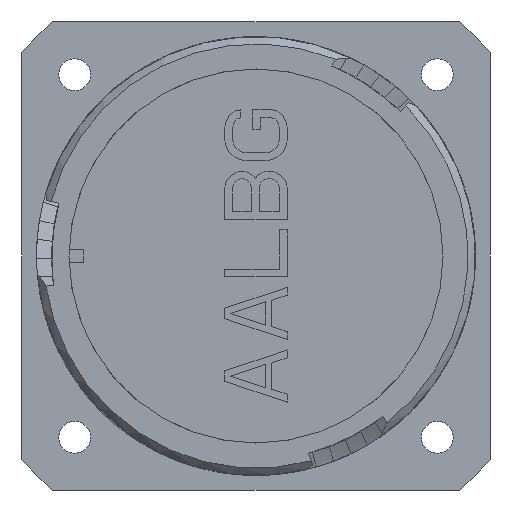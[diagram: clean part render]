
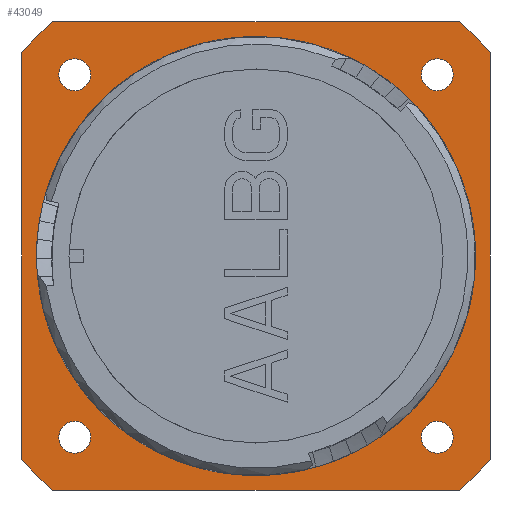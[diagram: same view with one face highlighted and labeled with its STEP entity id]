
A CAD part, left-side view. The second image highlights one B-rep face of the part: STEP entity #43049.
In plain terms, the highlighted planar face has unit normal (-1, 0, 0).
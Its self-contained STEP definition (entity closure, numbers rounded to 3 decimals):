
#318=CARTESIAN_POINT('',(24.05,0.,0.));
#319=DIRECTION('',(-1.,0.,0.));
#320=DIRECTION('',(0.,1.,0.));
#321=AXIS2_PLACEMENT_3D('',#318,#319,#320);
#1640=CARTESIAN_POINT('',(24.05,0.,0.));
#1641=DIRECTION('',(1.,0.,0.));
#1642=DIRECTION('',(0.,1.,0.));
#1643=AXIS2_PLACEMENT_3D('',#1640,#1641,#1642);
#2566=DIRECTION('',(0.,0.,1.));
#2567=VECTOR('',#2566,55.172);
#2568=CARTESIAN_POINT('',(24.05,31.75,-27.586));
#2569=LINE('3779',#2568,#2567);
#2570=CARTESIAN_POINT('',(24.05,0.,0.));
#2571=DIRECTION('',(1.,0.,0.));
#2572=DIRECTION('',(0.,0.755,0.656));
#2573=AXIS2_PLACEMENT_3D('',#2570,#2571,#2572);
#2575=DIRECTION('',(0.,-1.,0.));
#2576=VECTOR('',#2575,55.172);
#2577=CARTESIAN_POINT('',(24.05,27.586,31.75));
#2578=LINE('3176',#2577,#2576);
#2579=CARTESIAN_POINT('',(24.05,0.,0.));
#2580=DIRECTION('',(1.,0.,0.));
#2581=DIRECTION('',(0.,-0.656,0.755));
#2582=AXIS2_PLACEMENT_3D('',#2579,#2580,#2581);
#2584=DIRECTION('',(0.,0.,-1.));
#2585=VECTOR('',#2584,55.172);
#2586=CARTESIAN_POINT('',(24.05,-31.75,27.586));
#2587=LINE('3175',#2586,#2585);
#2588=CARTESIAN_POINT('',(24.05,0.,0.));
#2589=DIRECTION('',(-1.,0.,0.));
#2590=DIRECTION('',(0.,-0.656,-0.755));
#2591=AXIS2_PLACEMENT_3D('',#2588,#2589,#2590);
#2593=DIRECTION('',(0.,1.,0.));
#2594=VECTOR('',#2593,55.172);
#2595=CARTESIAN_POINT('',(24.05,-27.586,-31.75));
#2596=LINE('3174',#2595,#2594);
#2597=CARTESIAN_POINT('',(24.05,0.,0.));
#2598=DIRECTION('',(-1.,0.,0.));
#2599=DIRECTION('',(0.,0.755,-0.656));
#2600=AXIS2_PLACEMENT_3D('',#2597,#2598,#2599);
#2602=CARTESIAN_POINT('',(24.05,24.6,-24.6));
#2603=DIRECTION('',(1.,0.,0.));
#2604=DIRECTION('',(0.,0.,-1.));
#2605=AXIS2_PLACEMENT_3D('',#2602,#2603,#2604);
#2607=CARTESIAN_POINT('',(24.05,24.6,-24.6));
#2608=DIRECTION('',(1.,0.,0.));
#2609=DIRECTION('',(0.,0.,1.));
#2610=AXIS2_PLACEMENT_3D('',#2607,#2608,#2609);
#2612=CARTESIAN_POINT('',(24.05,24.6,24.6));
#2613=DIRECTION('',(1.,0.,0.));
#2614=DIRECTION('',(0.,0.,-1.));
#2615=AXIS2_PLACEMENT_3D('',#2612,#2613,#2614);
#2617=CARTESIAN_POINT('',(24.05,24.6,24.6));
#2618=DIRECTION('',(1.,0.,0.));
#2619=DIRECTION('',(0.,0.,1.));
#2620=AXIS2_PLACEMENT_3D('',#2617,#2618,#2619);
#2622=CARTESIAN_POINT('',(24.05,-24.6,24.6));
#2623=DIRECTION('',(1.,0.,0.));
#2624=DIRECTION('',(0.,0.,-1.));
#2625=AXIS2_PLACEMENT_3D('',#2622,#2623,#2624);
#2627=CARTESIAN_POINT('',(24.05,-24.6,24.6));
#2628=DIRECTION('',(1.,0.,0.));
#2629=DIRECTION('',(0.,0.,1.));
#2630=AXIS2_PLACEMENT_3D('',#2627,#2628,#2629);
#2632=CARTESIAN_POINT('',(24.05,-24.6,-24.6));
#2633=DIRECTION('',(1.,0.,0.));
#2634=DIRECTION('',(0.,0.,-1.));
#2635=AXIS2_PLACEMENT_3D('',#2632,#2633,#2634);
#2637=CARTESIAN_POINT('',(24.05,-24.6,-24.6));
#2638=DIRECTION('',(1.,0.,0.));
#2639=DIRECTION('',(0.,0.,1.));
#2640=AXIS2_PLACEMENT_3D('',#2637,#2638,#2639);
#32499=CARTESIAN_POINT('',(24.05,29.78,0.));
#32500=CARTESIAN_POINT('',(24.05,-29.78,0.));
#32501=VERTEX_POINT('',#32499);
#32502=VERTEX_POINT('',#32500);
#32515=CARTESIAN_POINT('',(24.05,-27.586,-31.75));
#32516=CARTESIAN_POINT('',(24.05,27.586,-31.75));
#32517=VERTEX_POINT('',#32515);
#32518=VERTEX_POINT('',#32516);
#32519=CARTESIAN_POINT('',(24.05,-31.75,27.586));
#32520=CARTESIAN_POINT('',(24.05,-31.75,-27.586));
#32521=VERTEX_POINT('',#32519);
#32522=VERTEX_POINT('',#32520);
#32523=CARTESIAN_POINT('',(24.05,27.586,31.75));
#32524=CARTESIAN_POINT('',(24.05,-27.586,31.75));
#32525=VERTEX_POINT('',#32523);
#32526=VERTEX_POINT('',#32524);
#32650=CARTESIAN_POINT('',(24.05,24.6,-26.76));
#32651=CARTESIAN_POINT('',(24.05,24.6,-22.44));
#32652=VERTEX_POINT('',#32650);
#32653=VERTEX_POINT('',#32651);
#32654=CARTESIAN_POINT('',(24.05,24.6,22.44));
#32655=CARTESIAN_POINT('',(24.05,24.6,26.76));
#32656=VERTEX_POINT('',#32654);
#32657=VERTEX_POINT('',#32655);
#32658=CARTESIAN_POINT('',(24.05,-24.6,22.44));
#32659=CARTESIAN_POINT('',(24.05,-24.6,26.76));
#32660=VERTEX_POINT('',#32658);
#32661=VERTEX_POINT('',#32659);
#32662=CARTESIAN_POINT('',(24.05,-24.6,-26.76));
#32663=CARTESIAN_POINT('',(24.05,-24.6,-22.44));
#32664=VERTEX_POINT('',#32662);
#32665=VERTEX_POINT('',#32663);
#32666=CARTESIAN_POINT('',(24.05,31.75,27.586));
#32668=VERTEX_POINT('',#32666);
#32670=CARTESIAN_POINT('',(24.05,31.75,-27.586));
#32672=VERTEX_POINT('',#32670);
#42998=CARTESIAN_POINT('',(24.05,0.,0.));
#42999=DIRECTION('',(1.,0.,0.));
#43000=DIRECTION('',(0.,-1.,0.));
#43001=AXIS2_PLACEMENT_3D('',#42998,#42999,#43000);
#43002=PLANE('249',#43001);
#43004=ORIENTED_EDGE('3779',*,*,#43003,.T.);
#43006=ORIENTED_EDGE('3325',*,*,#43005,.T.);
#43008=ORIENTED_EDGE('3176',*,*,#43007,.T.);
#43010=ORIENTED_EDGE('3326',*,*,#43009,.T.);
#43012=ORIENTED_EDGE('3175',*,*,#43011,.T.);
#43014=ORIENTED_EDGE('3330',*,*,#43013,.F.);
#43016=ORIENTED_EDGE('3174',*,*,#43015,.T.);
#43018=ORIENTED_EDGE('3329',*,*,#43017,.F.);
#43019=EDGE_LOOP('249',(#43004,#43006,#43008,#43010,#43012,#43014,#43016,
#43018));
#43020=FACE_OUTER_BOUND('249',#43019,.F.);
#43021=ORIENTED_EDGE('3170',*,*,#38823,.T.);
#43022=ORIENTED_EDGE('3169',*,*,#40801,.F.);
#43023=EDGE_LOOP('249',(#43021,#43022));
#43024=FACE_BOUND('249',#43023,.F.);
#43026=ORIENTED_EDGE('3297',*,*,#43025,.F.);
#43028=ORIENTED_EDGE('3298',*,*,#43027,.F.);
#43029=EDGE_LOOP('249',(#43026,#43028));
#43030=FACE_BOUND('249',#43029,.F.);
#43032=ORIENTED_EDGE('3299',*,*,#43031,.F.);
#43034=ORIENTED_EDGE('3300',*,*,#43033,.F.);
#43035=EDGE_LOOP('249',(#43032,#43034));
#43036=FACE_BOUND('249',#43035,.F.);
#43038=ORIENTED_EDGE('3301',*,*,#43037,.F.);
#43040=ORIENTED_EDGE('3302',*,*,#43039,.F.);
#43041=EDGE_LOOP('249',(#43038,#43040));
#43042=FACE_BOUND('249',#43041,.F.);
#43044=ORIENTED_EDGE('3303',*,*,#43043,.F.);
#43046=ORIENTED_EDGE('3304',*,*,#43045,.F.);
#43047=EDGE_LOOP('249',(#43044,#43046));
#43048=FACE_BOUND('249',#43047,.F.);
#322=CIRCLE('3170',#321,29.78);
#1644=CIRCLE('3169',#1643,29.78);
#2574=CIRCLE('3325',#2573,42.06);
#2583=CIRCLE('3326',#2582,42.06);
#2592=CIRCLE('3330',#2591,42.06);
#2601=CIRCLE('3329',#2600,42.06);
#2606=CIRCLE('3297',#2605,2.16);
#2611=CIRCLE('3298',#2610,2.16);
#2616=CIRCLE('3299',#2615,2.16);
#2621=CIRCLE('3300',#2620,2.16);
#2626=CIRCLE('3301',#2625,2.16);
#2631=CIRCLE('3302',#2630,2.16);
#2636=CIRCLE('3303',#2635,2.16);
#2641=CIRCLE('3304',#2640,2.16);
#38823=EDGE_CURVE('3170',#32501,#32502,#322,.T.);
#40801=EDGE_CURVE('3169',#32501,#32502,#1644,.T.);
#43003=EDGE_CURVE('3779',#32672,#32668,#2569,.T.);
#43005=EDGE_CURVE('3325',#32668,#32525,#2574,.T.);
#43007=EDGE_CURVE('3176',#32525,#32526,#2578,.T.);
#43009=EDGE_CURVE('3326',#32526,#32521,#2583,.T.);
#43011=EDGE_CURVE('3175',#32521,#32522,#2587,.T.);
#43013=EDGE_CURVE('3330',#32517,#32522,#2592,.T.);
#43015=EDGE_CURVE('3174',#32517,#32518,#2596,.T.);
#43017=EDGE_CURVE('3329',#32672,#32518,#2601,.T.);
#43025=EDGE_CURVE('3297',#32652,#32653,#2606,.T.);
#43027=EDGE_CURVE('3298',#32653,#32652,#2611,.T.);
#43031=EDGE_CURVE('3299',#32656,#32657,#2616,.T.);
#43033=EDGE_CURVE('3300',#32657,#32656,#2621,.T.);
#43037=EDGE_CURVE('3301',#32660,#32661,#2626,.T.);
#43039=EDGE_CURVE('3302',#32661,#32660,#2631,.T.);
#43043=EDGE_CURVE('3303',#32664,#32665,#2636,.T.);
#43045=EDGE_CURVE('3304',#32665,#32664,#2641,.T.);
#43049=ADVANCED_FACE('249',(#43020,#43024,#43030,#43036,#43042,#43048),#43002,
.F.);
